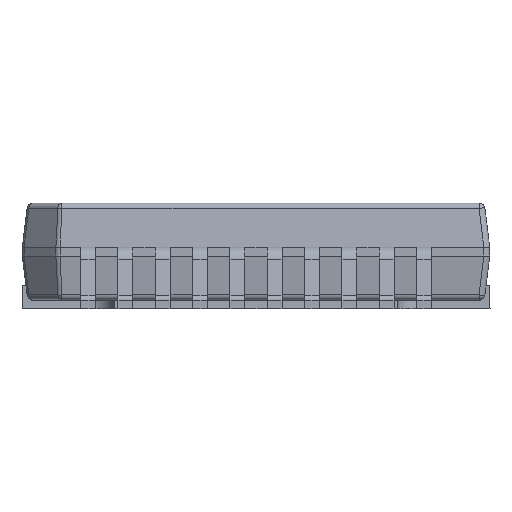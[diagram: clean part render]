
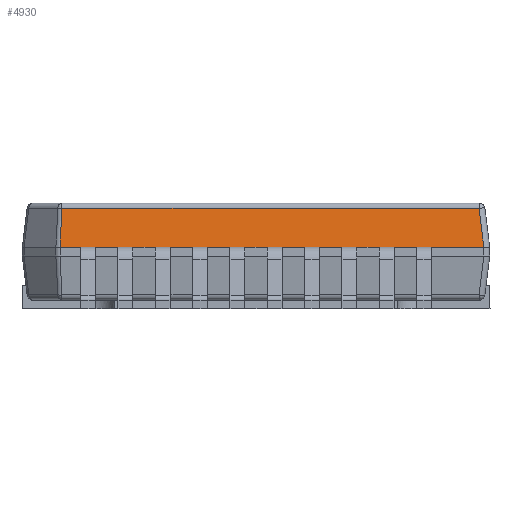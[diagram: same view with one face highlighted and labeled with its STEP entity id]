
A CAD part, front view. The second image highlights one B-rep face of the part: STEP entity #4930.
In plain terms, the highlighted planar face has unit normal (0, -0.993, 0.122).
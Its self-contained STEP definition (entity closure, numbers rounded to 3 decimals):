
#2420=CARTESIAN_POINT('Vertex',(7.589,-5.338,3.424)) ;
#2427=CARTESIAN_POINT('Vertex',(-6.6,-5.338,3.424)) ;
#2430=CARTESIAN_POINT('Line Origine',(0.,-5.338,3.424)) ;
#4729=CARTESIAN_POINT('Axis2P3D Location',(0.,-5.316,3.6)) ;
#4734=CARTESIAN_POINT('Line Origine',(5.08,-5.501,2.1)) ;
#4738=CARTESIAN_POINT('Vertex',(5.465,-5.501,2.1)) ;
#4740=CARTESIAN_POINT('Vertex',(4.695,-5.501,2.1)) ;
#4743=CARTESIAN_POINT('Line Origine',(5.715,-5.501,2.1)) ;
#4747=CARTESIAN_POINT('Vertex',(5.965,-5.501,2.1)) ;
#4750=CARTESIAN_POINT('Line Origine',(6.857,-5.501,2.1)) ;
#4754=CARTESIAN_POINT('Vertex',(7.75,-5.501,2.1)) ;
#4758=CARTESIAN_POINT('Control Point',(7.75,-5.501,2.1)) ;
#4759=CARTESIAN_POINT('Control Point',(7.75,-5.501,2.1)) ;
#4760=CARTESIAN_POINT('Control Point',(7.751,-5.501,2.1)) ;
#4761=CARTESIAN_POINT('Control Point',(7.751,-5.501,2.1)) ;
#4762=CARTESIAN_POINT('Control Point',(7.751,-5.501,2.1)) ;
#4763=CARTESIAN_POINT('Control Point',(7.751,-5.501,2.1)) ;
#4764=CARTESIAN_POINT('Vertex',(7.751,-5.501,2.1)) ;
#4767=CARTESIAN_POINT('Line Origine',(7.67,-5.419,2.762)) ;
#4772=CARTESIAN_POINT('Line Origine',(-6.634,-5.419,2.762)) ;
#4776=CARTESIAN_POINT('Vertex',(-6.667,-5.501,2.1)) ;
#4779=CARTESIAN_POINT('Line Origine',(-6.316,-5.501,2.1)) ;
#4783=CARTESIAN_POINT('Vertex',(-5.965,-5.501,2.1)) ;
#4786=CARTESIAN_POINT('Line Origine',(-5.715,-5.501,2.1)) ;
#4790=CARTESIAN_POINT('Vertex',(-5.465,-5.501,2.1)) ;
#4793=CARTESIAN_POINT('Line Origine',(-5.08,-5.501,2.1)) ;
#4797=CARTESIAN_POINT('Vertex',(-4.695,-5.501,2.1)) ;
#4800=CARTESIAN_POINT('Line Origine',(-4.445,-5.501,2.1)) ;
#4804=CARTESIAN_POINT('Vertex',(-4.195,-5.501,2.1)) ;
#4807=CARTESIAN_POINT('Line Origine',(-3.81,-5.501,2.1)) ;
#4811=CARTESIAN_POINT('Vertex',(-3.425,-5.501,2.1)) ;
#4814=CARTESIAN_POINT('Line Origine',(-3.175,-5.501,2.1)) ;
#4818=CARTESIAN_POINT('Vertex',(-2.925,-5.501,2.1)) ;
#4821=CARTESIAN_POINT('Line Origine',(-2.54,-5.501,2.1)) ;
#4825=CARTESIAN_POINT('Vertex',(-2.155,-5.501,2.1)) ;
#4828=CARTESIAN_POINT('Line Origine',(-1.905,-5.501,2.1)) ;
#4832=CARTESIAN_POINT('Vertex',(-1.655,-5.501,2.1)) ;
#4835=CARTESIAN_POINT('Line Origine',(-1.27,-5.501,2.1)) ;
#4839=CARTESIAN_POINT('Vertex',(-0.885,-5.501,2.1)) ;
#4842=CARTESIAN_POINT('Line Origine',(-0.635,-5.501,2.1)) ;
#4846=CARTESIAN_POINT('Vertex',(-0.385,-5.501,2.1)) ;
#4849=CARTESIAN_POINT('Line Origine',(0.,-5.501,2.1)) ;
#4853=CARTESIAN_POINT('Vertex',(0.385,-5.501,2.1)) ;
#4856=CARTESIAN_POINT('Line Origine',(0.635,-5.501,2.1)) ;
#4860=CARTESIAN_POINT('Vertex',(0.885,-5.501,2.1)) ;
#4863=CARTESIAN_POINT('Line Origine',(1.27,-5.501,2.1)) ;
#4867=CARTESIAN_POINT('Vertex',(1.655,-5.501,2.1)) ;
#4870=CARTESIAN_POINT('Line Origine',(1.905,-5.501,2.1)) ;
#4874=CARTESIAN_POINT('Vertex',(2.155,-5.501,2.1)) ;
#4877=CARTESIAN_POINT('Line Origine',(2.54,-5.501,2.1)) ;
#4881=CARTESIAN_POINT('Vertex',(2.925,-5.501,2.1)) ;
#4884=CARTESIAN_POINT('Line Origine',(3.175,-5.501,2.1)) ;
#4888=CARTESIAN_POINT('Vertex',(3.425,-5.501,2.1)) ;
#4891=CARTESIAN_POINT('Line Origine',(3.81,-5.501,2.1)) ;
#4895=CARTESIAN_POINT('Vertex',(4.195,-5.501,2.1)) ;
#4898=CARTESIAN_POINT('Line Origine',(4.445,-5.501,2.1)) ;
#2431=DIRECTION('Vector Direction',(1.,0.,0.)) ;
#4730=DIRECTION('Axis2P3D Direction',(0.,-0.993,0.122)) ;
#4731=DIRECTION('Axis2P3D XDirection',(-1.,0.,0.)) ;
#4735=DIRECTION('Vector Direction',(-1.,0.,0.)) ;
#4744=DIRECTION('Vector Direction',(1.,0.,0.)) ;
#4751=DIRECTION('Vector Direction',(-1.,0.,0.)) ;
#4768=DIRECTION('Vector Direction',(-0.121,0.121,0.985)) ;
#4773=DIRECTION('Vector Direction',(-0.05,-0.122,-0.991)) ;
#4780=DIRECTION('Vector Direction',(-1.,0.,0.)) ;
#4787=DIRECTION('Vector Direction',(1.,0.,0.)) ;
#4794=DIRECTION('Vector Direction',(-1.,0.,0.)) ;
#4801=DIRECTION('Vector Direction',(1.,0.,0.)) ;
#4808=DIRECTION('Vector Direction',(-1.,0.,0.)) ;
#4815=DIRECTION('Vector Direction',(1.,0.,0.)) ;
#4822=DIRECTION('Vector Direction',(-1.,0.,0.)) ;
#4829=DIRECTION('Vector Direction',(1.,0.,0.)) ;
#4836=DIRECTION('Vector Direction',(-1.,0.,0.)) ;
#4843=DIRECTION('Vector Direction',(1.,0.,0.)) ;
#4850=DIRECTION('Vector Direction',(-1.,0.,0.)) ;
#4857=DIRECTION('Vector Direction',(1.,0.,0.)) ;
#4864=DIRECTION('Vector Direction',(-1.,0.,0.)) ;
#4871=DIRECTION('Vector Direction',(1.,0.,0.)) ;
#4878=DIRECTION('Vector Direction',(-1.,0.,0.)) ;
#4885=DIRECTION('Vector Direction',(1.,0.,0.)) ;
#4892=DIRECTION('Vector Direction',(-1.,0.,0.)) ;
#4899=DIRECTION('Vector Direction',(1.,0.,0.)) ;
#4732=AXIS2_PLACEMENT_3D('Plane Axis2P3D',#4729,#4730,#4731) ;
#4904=ORIENTED_EDGE('',*,*,#4742,.F.) ;
#4905=ORIENTED_EDGE('',*,*,#4749,.T.) ;
#4906=ORIENTED_EDGE('',*,*,#4756,.F.) ;
#4907=ORIENTED_EDGE('',*,*,#4766,.T.) ;
#4908=ORIENTED_EDGE('',*,*,#4771,.T.) ;
#4909=ORIENTED_EDGE('',*,*,#2434,.T.) ;
#4910=ORIENTED_EDGE('',*,*,#4778,.T.) ;
#4911=ORIENTED_EDGE('',*,*,#4785,.F.) ;
#4912=ORIENTED_EDGE('',*,*,#4792,.T.) ;
#4913=ORIENTED_EDGE('',*,*,#4799,.F.) ;
#4914=ORIENTED_EDGE('',*,*,#4806,.T.) ;
#4915=ORIENTED_EDGE('',*,*,#4813,.F.) ;
#4916=ORIENTED_EDGE('',*,*,#4820,.T.) ;
#4917=ORIENTED_EDGE('',*,*,#4827,.F.) ;
#4918=ORIENTED_EDGE('',*,*,#4834,.T.) ;
#4919=ORIENTED_EDGE('',*,*,#4841,.F.) ;
#4920=ORIENTED_EDGE('',*,*,#4848,.T.) ;
#4921=ORIENTED_EDGE('',*,*,#4855,.F.) ;
#4922=ORIENTED_EDGE('',*,*,#4862,.T.) ;
#4923=ORIENTED_EDGE('',*,*,#4869,.F.) ;
#4924=ORIENTED_EDGE('',*,*,#4876,.T.) ;
#4925=ORIENTED_EDGE('',*,*,#4883,.F.) ;
#4926=ORIENTED_EDGE('',*,*,#4890,.T.) ;
#4927=ORIENTED_EDGE('',*,*,#4897,.F.) ;
#4928=ORIENTED_EDGE('',*,*,#4902,.T.) ;
#2432=VECTOR('Line Direction',#2431,1.) ;
#4736=VECTOR('Line Direction',#4735,1.) ;
#4745=VECTOR('Line Direction',#4744,1.) ;
#4752=VECTOR('Line Direction',#4751,1.) ;
#4769=VECTOR('Line Direction',#4768,1.) ;
#4774=VECTOR('Line Direction',#4773,1.) ;
#4781=VECTOR('Line Direction',#4780,1.) ;
#4788=VECTOR('Line Direction',#4787,1.) ;
#4795=VECTOR('Line Direction',#4794,1.) ;
#4802=VECTOR('Line Direction',#4801,1.) ;
#4809=VECTOR('Line Direction',#4808,1.) ;
#4816=VECTOR('Line Direction',#4815,1.) ;
#4823=VECTOR('Line Direction',#4822,1.) ;
#4830=VECTOR('Line Direction',#4829,1.) ;
#4837=VECTOR('Line Direction',#4836,1.) ;
#4844=VECTOR('Line Direction',#4843,1.) ;
#4851=VECTOR('Line Direction',#4850,1.) ;
#4858=VECTOR('Line Direction',#4857,1.) ;
#4865=VECTOR('Line Direction',#4864,1.) ;
#4872=VECTOR('Line Direction',#4871,1.) ;
#4879=VECTOR('Line Direction',#4878,1.) ;
#4886=VECTOR('Line Direction',#4885,1.) ;
#4893=VECTOR('Line Direction',#4892,1.) ;
#4900=VECTOR('Line Direction',#4899,1.) ;
#4930=ADVANCED_FACE('MANIFOLD_SOLID_BREP #233',(#4929),#4733,.T.) ;
#4757=B_SPLINE_CURVE_WITH_KNOTS('',5,(#4758,#4759,#4760,#4761,#4762,#4763),.UNSPECIFIED.,.F.,.U.,(6,6),(0.,0.002),.UNSPECIFIED.) ;
#2434=EDGE_CURVE('',#2421,#2428,#2433,.F.) ;
#4742=EDGE_CURVE('',#4739,#4741,#4737,.T.) ;
#4749=EDGE_CURVE('',#4739,#4748,#4746,.T.) ;
#4756=EDGE_CURVE('',#4755,#4748,#4753,.T.) ;
#4766=EDGE_CURVE('',#4755,#4765,#4757,.T.) ;
#4771=EDGE_CURVE('',#4765,#2421,#4770,.T.) ;
#4778=EDGE_CURVE('',#2428,#4777,#4775,.T.) ;
#4785=EDGE_CURVE('',#4784,#4777,#4782,.T.) ;
#4792=EDGE_CURVE('',#4784,#4791,#4789,.T.) ;
#4799=EDGE_CURVE('',#4798,#4791,#4796,.T.) ;
#4806=EDGE_CURVE('',#4798,#4805,#4803,.T.) ;
#4813=EDGE_CURVE('',#4812,#4805,#4810,.T.) ;
#4820=EDGE_CURVE('',#4812,#4819,#4817,.T.) ;
#4827=EDGE_CURVE('',#4826,#4819,#4824,.T.) ;
#4834=EDGE_CURVE('',#4826,#4833,#4831,.T.) ;
#4841=EDGE_CURVE('',#4840,#4833,#4838,.T.) ;
#4848=EDGE_CURVE('',#4840,#4847,#4845,.T.) ;
#4855=EDGE_CURVE('',#4854,#4847,#4852,.T.) ;
#4862=EDGE_CURVE('',#4854,#4861,#4859,.T.) ;
#4869=EDGE_CURVE('',#4868,#4861,#4866,.T.) ;
#4876=EDGE_CURVE('',#4868,#4875,#4873,.T.) ;
#4883=EDGE_CURVE('',#4882,#4875,#4880,.T.) ;
#4890=EDGE_CURVE('',#4882,#4889,#4887,.T.) ;
#4897=EDGE_CURVE('',#4896,#4889,#4894,.T.) ;
#4902=EDGE_CURVE('',#4896,#4741,#4901,.T.) ;
#4903=EDGE_LOOP('',(#4904,#4905,#4906,#4907,#4908,#4909,#4910,#4911,#4912,#4913,#4914,#4915,#4916,#4917,#4918,#4919,#4920,#4921,#4922,#4923,#4924,#4925,#4926,#4927,#4928)) ;
#4929=FACE_OUTER_BOUND('',#4903,.T.) ;
#2433=LINE('Line',#2430,#2432) ;
#4737=LINE('Line',#4734,#4736) ;
#4746=LINE('Line',#4743,#4745) ;
#4753=LINE('Line',#4750,#4752) ;
#4770=LINE('Line',#4767,#4769) ;
#4775=LINE('Line',#4772,#4774) ;
#4782=LINE('Line',#4779,#4781) ;
#4789=LINE('Line',#4786,#4788) ;
#4796=LINE('Line',#4793,#4795) ;
#4803=LINE('Line',#4800,#4802) ;
#4810=LINE('Line',#4807,#4809) ;
#4817=LINE('Line',#4814,#4816) ;
#4824=LINE('Line',#4821,#4823) ;
#4831=LINE('Line',#4828,#4830) ;
#4838=LINE('Line',#4835,#4837) ;
#4845=LINE('Line',#4842,#4844) ;
#4852=LINE('Line',#4849,#4851) ;
#4859=LINE('Line',#4856,#4858) ;
#4866=LINE('Line',#4863,#4865) ;
#4873=LINE('Line',#4870,#4872) ;
#4880=LINE('Line',#4877,#4879) ;
#4887=LINE('Line',#4884,#4886) ;
#4894=LINE('Line',#4891,#4893) ;
#4901=LINE('Line',#4898,#4900) ;
#4733=PLANE('Plane',#4732) ;
#2421=VERTEX_POINT('',#2420) ;
#2428=VERTEX_POINT('',#2427) ;
#4739=VERTEX_POINT('',#4738) ;
#4741=VERTEX_POINT('',#4740) ;
#4748=VERTEX_POINT('',#4747) ;
#4755=VERTEX_POINT('',#4754) ;
#4765=VERTEX_POINT('',#4764) ;
#4777=VERTEX_POINT('',#4776) ;
#4784=VERTEX_POINT('',#4783) ;
#4791=VERTEX_POINT('',#4790) ;
#4798=VERTEX_POINT('',#4797) ;
#4805=VERTEX_POINT('',#4804) ;
#4812=VERTEX_POINT('',#4811) ;
#4819=VERTEX_POINT('',#4818) ;
#4826=VERTEX_POINT('',#4825) ;
#4833=VERTEX_POINT('',#4832) ;
#4840=VERTEX_POINT('',#4839) ;
#4847=VERTEX_POINT('',#4846) ;
#4854=VERTEX_POINT('',#4853) ;
#4861=VERTEX_POINT('',#4860) ;
#4868=VERTEX_POINT('',#4867) ;
#4875=VERTEX_POINT('',#4874) ;
#4882=VERTEX_POINT('',#4881) ;
#4889=VERTEX_POINT('',#4888) ;
#4896=VERTEX_POINT('',#4895) ;
